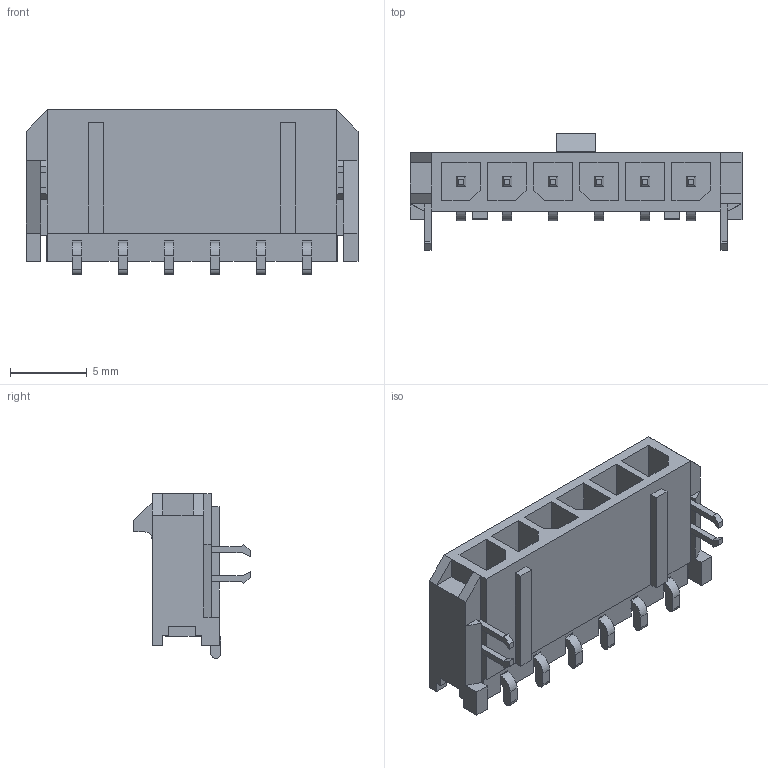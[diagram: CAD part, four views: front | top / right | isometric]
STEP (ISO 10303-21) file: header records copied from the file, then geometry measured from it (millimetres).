
FILE_DESCRIPTION((''),'2;1');
FILE_NAME('436500609','2015-11-16T',('gga'),(''),'PRO/ENGINEER BY PARAMETRIC TECHNOLOGY CORPORATION, 2011490','PRO/ENGINEER BY PARAMETRIC TECHNOLOGY CORPORATION, 2011490','');
FILE_SCHEMA(('CONFIG_CONTROL_DESIGN'));
Length unit declared in the file: millimetre
Products named in the file (1): 436500609
Bounding box: 21.64 x 7.61 x 10.74 mm (x, y, z)
Volume: 525.7 mm3; surface area: 1297.2 mm2
Topology: 2 solids, 2 shells, 388 faces, 1093 edges, 702 vertices
Faces by surface type: plane 369, cylinder 19
Entity records: 12240 total; most frequent: CARTESIAN_POINT 2156, ORIENTED_EDGE 2130, DIRECTION 1937, EDGE_CURVE 1065, VECTOR 1027, LINE 1027, VERTEX_POINT 674, AXIS2_PLACEMENT_3D 455
